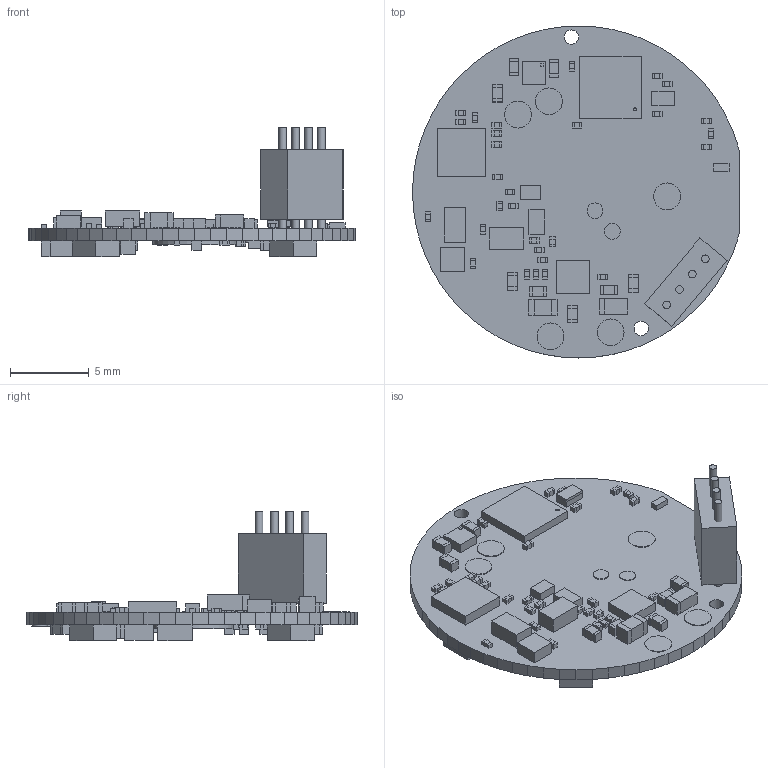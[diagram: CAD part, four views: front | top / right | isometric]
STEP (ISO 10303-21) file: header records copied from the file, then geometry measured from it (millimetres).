
FILE_DESCRIPTION(('Open CASCADE Model'),'2;1');
FILE_NAME('Open CASCADE Shape Model','2015-05-13T16:41:16',('Author'),( 'Open CASCADE'),'Open CASCADE STEP processor 6.5','Open CASCADE 6.5' ,'Unknown');
FILE_SCHEMA(('AUTOMOTIVE_DESIGN { 1 0 10303 214 1 1 1 1 }'));
Length unit declared in the file: millimetre
Products named in the file (175): PCB; Board; R305; 477351184; Extruded; 477351312; U300; 477355664; U102; 477355536; R107; R106; 477351056; Q101; 477354384; C112; 477351824; 477350160; U201; 477354512; L200; 477358096; 477358224; D204; 477356048; 477356304; C214; 477351568; C213; C211; C204; 477357328; 477357584; RT300; R105; R104; Q100; 477353104; J300; 476725112 ...
Assembly tree (339 placements, depth 4):
  PCB
    Board
    R305
      477351184
        Extruded
      477351312  x2
        Extruded
    U300
      477355664
        Extruded
    U102
      477355536
        Extruded
    R107
      477351184
        Extruded
      477351312  x2
        Extruded
    R106
      477351184
        Extruded
      477351056  x2
        Extruded
    Q101
      477354384
        Extruded
    C112
      477351824
        Extruded
      477350160  x2
        Extruded
    U201
      477354512
        Extruded
    L200
      477358096
        Extruded
      477358224  x2
        Extruded
    D204
      477356048
        Extruded
      477356304
        Extruded
    C214
      477351824
        Extruded
      477351568  x2
        Extruded
    C213
      477351824
        Extruded
      477350160  x2
        Extruded
    C211
      477351824
        Extruded
      477351568  x2
        Extruded
    C204
Bounding box: 20.7 x 21.03 x 8.19 mm (x, y, z)
Volume: 410.8 mm3; surface area: 1399.2 mm2
Topology: 211 solids, 211 shells, 1256 faces, 2532 edges, 1688 vertices
Faces by surface type: plane 1232, cylinder 19, sphere 5
Full cylindrical faces by diameter (mm): 0.2 x1, 0.48 x4, 0.914 x2, 1 x6, 1.7 x5, 5.283 x1
Entity records: 22240 total; most frequent: DIRECTION 3358, CARTESIAN_POINT 3276, LINE 2008, VECTOR 2008, ORIENTED_EDGE 1368, PCURVE 1368, DEFINITIONAL_REPRESENTATION 1368, EDGE_CURVE 684
